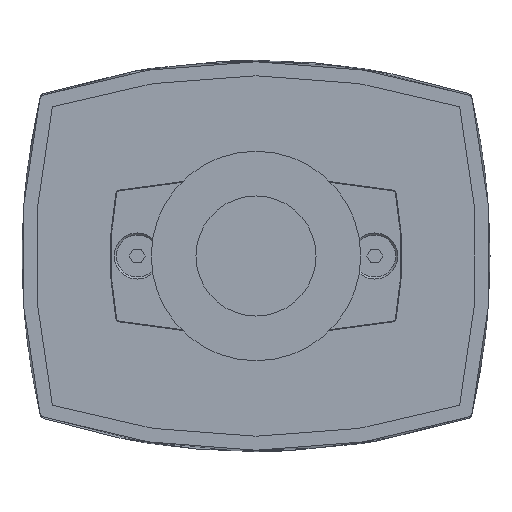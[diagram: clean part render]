
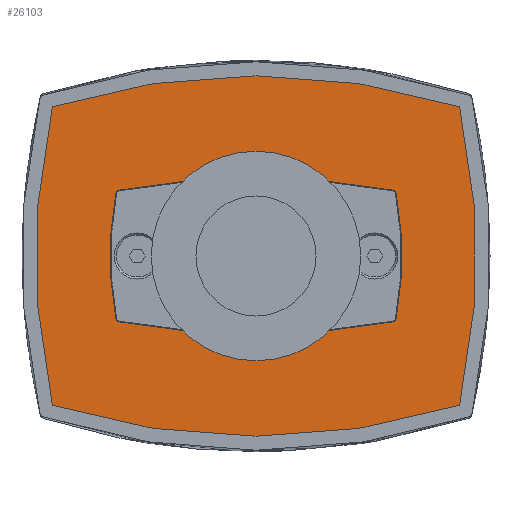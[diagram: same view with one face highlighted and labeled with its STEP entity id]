
A CAD part, front view. The second image highlights one B-rep face of the part: STEP entity #26103.
In plain terms, the highlighted planar face has unit normal (0, -1, 0).
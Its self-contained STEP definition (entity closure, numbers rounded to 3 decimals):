
#25724=CARTESIAN_POINT('',(29.142,0.,21.367));
#25725=VERTEX_POINT('',#25724);
#25732=CARTESIAN_POINT('',(29.142,0.,-21.367));
#25733=VERTEX_POINT('',#25732);
#25734=CARTESIAN_POINT('',(-66.5,0.,0.));
#25735=DIRECTION('',(0.,1.0,0.));
#25736=DIRECTION('',(-0.976,0.,0.218));
#25737=AXIS2_PLACEMENT_3D('',#25734,#25735,#25736);
#25738=CIRCLE('',#25737,98.0);
#25739=EDGE_CURVE('',#25725,#25733,#25738,.T.);
#25756=CARTESIAN_POINT('',(-29.142,0.,21.367));
#25757=VERTEX_POINT('',#25756);
#25764=CARTESIAN_POINT('',(0.,0.,-72.2));
#25765=DIRECTION('',(0.,1.0,0.));
#25766=DIRECTION('',(-0.297,0.,-0.955));
#25767=AXIS2_PLACEMENT_3D('',#25764,#25765,#25766);
#25768=CIRCLE('',#25767,98.);
#25769=EDGE_CURVE('',#25757,#25725,#25768,.T.);
#25780=CARTESIAN_POINT('',(20.064,0.,8.954));
#25781=VERTEX_POINT('',#25780);
#25782=CARTESIAN_POINT('',(20.064,0.,-8.954));
#25783=VERTEX_POINT('',#25782);
#25784=CARTESIAN_POINT('',(-27.5,0.,0.));
#25785=DIRECTION('',(0.,1.0,0.));
#25786=DIRECTION('',(0.983,0.,-0.185));
#25787=AXIS2_PLACEMENT_3D('',#25784,#25785,#25786);
#25788=CIRCLE('',#25787,48.4);
#25789=EDGE_CURVE('',#25781,#25783,#25788,.T.);
#25822=CARTESIAN_POINT('',(19.594,0.,-9.431));
#25823=VERTEX_POINT('',#25822);
#25824=CARTESIAN_POINT('',(19.475,0.,-8.843));
#25825=DIRECTION('',(0.,1.0,0.));
#25826=DIRECTION('',(0.199,0.,-0.98));
#25827=AXIS2_PLACEMENT_3D('',#25824,#25825,#25826);
#25828=CIRCLE('',#25827,0.6);
#25829=EDGE_CURVE('',#25783,#25823,#25828,.T.);
#25855=CARTESIAN_POINT('',(-19.594,0.0,-9.431));
#25856=VERTEX_POINT('',#25855);
#25857=CARTESIAN_POINT('',(0.,0.,87.1));
#25858=DIRECTION('',(0.,1.0,0.));
#25859=DIRECTION('',(-0.199,0.,-0.98));
#25860=AXIS2_PLACEMENT_3D('',#25857,#25858,#25859);
#25861=CIRCLE('',#25860,98.5);
#25862=EDGE_CURVE('',#25823,#25856,#25861,.T.);
#25888=CARTESIAN_POINT('',(-20.064,0.0,-8.954));
#25889=VERTEX_POINT('',#25888);
#25890=CARTESIAN_POINT('',(-19.475,0.0,-8.843));
#25891=DIRECTION('',(0.,1.0,0.));
#25892=DIRECTION('',(-0.983,0.,-0.185));
#25893=AXIS2_PLACEMENT_3D('',#25890,#25891,#25892);
#25894=CIRCLE('',#25893,0.6);
#25895=EDGE_CURVE('',#25856,#25889,#25894,.T.);
#25921=CARTESIAN_POINT('',(-20.064,0.0,8.954));
#25922=VERTEX_POINT('',#25921);
#25923=CARTESIAN_POINT('',(27.5,0.,0.));
#25924=DIRECTION('',(0.,1.0,0.));
#25925=DIRECTION('',(-0.983,0.,0.185));
#25926=AXIS2_PLACEMENT_3D('',#25923,#25924,#25925);
#25927=CIRCLE('',#25926,48.4);
#25928=EDGE_CURVE('',#25889,#25922,#25927,.T.);
#25954=CARTESIAN_POINT('',(-19.594,0.,9.431));
#25955=VERTEX_POINT('',#25954);
#25956=CARTESIAN_POINT('',(-19.475,0.,8.843));
#25957=DIRECTION('',(0.,1.0,0.));
#25958=DIRECTION('',(-0.199,0.,0.98));
#25959=AXIS2_PLACEMENT_3D('',#25956,#25957,#25958);
#25960=CIRCLE('',#25959,0.6);
#25961=EDGE_CURVE('',#25922,#25955,#25960,.T.);
#25987=CARTESIAN_POINT('',(19.594,0.,9.431));
#25988=VERTEX_POINT('',#25987);
#25989=CARTESIAN_POINT('',(0.,0.,-87.1));
#25990=DIRECTION('',(0.,1.0,0.));
#25991=DIRECTION('',(0.199,0.,0.98));
#25992=AXIS2_PLACEMENT_3D('',#25989,#25990,#25991);
#25993=CIRCLE('',#25992,98.5);
#25994=EDGE_CURVE('',#25955,#25988,#25993,.T.);
#26020=CARTESIAN_POINT('',(19.475,0.,8.843));
#26021=DIRECTION('',(0.,1.0,0.));
#26022=DIRECTION('',(0.983,0.,0.185));
#26023=AXIS2_PLACEMENT_3D('',#26020,#26021,#26022);
#26024=CIRCLE('',#26023,0.6);
#26025=EDGE_CURVE('',#25988,#25781,#26024,.T.);
#26045=CARTESIAN_POINT('',(-29.142,0.,-21.367));
#26046=VERTEX_POINT('',#26045);
#26053=CARTESIAN_POINT('',(66.5,0.,0.));
#26054=DIRECTION('',(0.,1.0,0.));
#26055=DIRECTION('',(0.976,0.,-0.218));
#26056=AXIS2_PLACEMENT_3D('',#26053,#26054,#26055);
#26057=CIRCLE('',#26056,98.);
#26058=EDGE_CURVE('',#26046,#25757,#26057,.T.);
#26071=CARTESIAN_POINT('',(0.,0.,72.2));
#26072=DIRECTION('',(0.,1.0,0.));
#26073=DIRECTION('',(0.297,0.,0.955));
#26074=AXIS2_PLACEMENT_3D('',#26071,#26072,#26073);
#26075=CIRCLE('',#26074,98.);
#26076=EDGE_CURVE('',#25733,#26046,#26075,.T.);
#26082=CARTESIAN_POINT('',(0.,0.,0.));
#26083=DIRECTION('',(0.0,-1.0,0.0));
#26084=DIRECTION('',(-1.0,0.0,0.0));
#26085=AXIS2_PLACEMENT_3D('',#26082,#26083,#26084);
#26086=PLANE('',#26085);
#26087=ORIENTED_EDGE('',*,*,#26058,.F.);
#26088=ORIENTED_EDGE('',*,*,#26076,.F.);
#26089=ORIENTED_EDGE('',*,*,#25739,.F.);
#26090=ORIENTED_EDGE('',*,*,#25769,.F.);
#26091=EDGE_LOOP('',(#26087,#26088,#26089,#26090));
#26092=FACE_OUTER_BOUND('',#26091,.T.);
#26093=ORIENTED_EDGE('',*,*,#25789,.T.);
#26094=ORIENTED_EDGE('',*,*,#25829,.T.);
#26095=ORIENTED_EDGE('',*,*,#25862,.T.);
#26096=ORIENTED_EDGE('',*,*,#25895,.T.);
#26097=ORIENTED_EDGE('',*,*,#25928,.T.);
#26098=ORIENTED_EDGE('',*,*,#25961,.T.);
#26099=ORIENTED_EDGE('',*,*,#25994,.T.);
#26100=ORIENTED_EDGE('',*,*,#26025,.T.);
#26101=EDGE_LOOP('',(#26093,#26094,#26095,#26096,#26097,#26098,#26099,#26100));
#26102=FACE_BOUND('',#26101,.T.);
#26103=ADVANCED_FACE('',(#26092,#26102),#26086,.T.);
